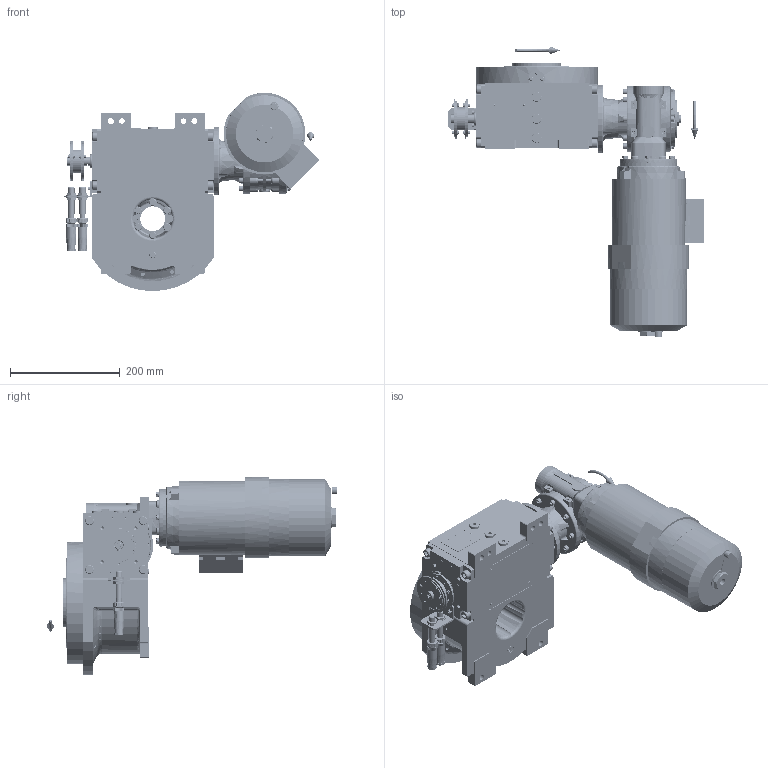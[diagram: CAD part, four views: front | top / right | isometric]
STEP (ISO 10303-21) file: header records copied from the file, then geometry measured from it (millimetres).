
FILE_DESCRIPTION (( 'STEP AP203' ), '1' );
FILE_NAME ('PC5201939.step', '2026-03-17T09:44:46', ( '' ), ( '' ), 'SwSTEP 2.0', 'SolidWorks 2020', '' );
FILE_SCHEMA (( 'CONFIG_CONTROL_DESIGN' ));
Length unit declared in the file: millimetre
Products named in the file (91): rig06_002_bl_001; 900_38_10_028; cfn2205_01_013; AS_900_38_10_028; cfn2115_01_005; BA71B14; cfn2077_01_018; rig06_004_s_001; AS_cfn2400_04_024; CFN2000_01_185.stp; AS_rig06_002_bl_001; cfn2151_01_290; cfn2000_01_103; rig06_004; cfn2155_01_056; CFN2010_02_002.stp; cfn2070_05_005; cfn2000_01_184; cfn2107_01_001; rig06_016; cfn2115_02_194; cfn2003_01_054; cfn2128_19_002; cfn2476_01_002_60x46; rig06_071_08_m_asm.stp; cfn2400_04_024; cfn2155_01_303; cfn2000_01_126; cfn2128_04_004; cfn2000_01_124; AS_900_00_00_005; CFN2104_02_017.stp; cfn2104_01_016; cfn2000_01_161; RMI50_F1_LCB_SX_71B14; AS_rig06_017; cfn2151_01_090; rig06_005_n_01; AS_rig06_071_8_m; PC5201939 ...
Assembly tree (87 placements, depth 5):
  cfn2205_01_013
  cfn2077_01_018
  cfn2151_01_290
  cfn2151_01_090
  PC5201939
    rig06_001_a
    AS_cfn2476_01_002_60x46
      cfn2476_01_002_60x46
      cfn2107_01_001
      cfn2107_01_001
    AS_rig06_071_8_m
      rig06_071_08_m_asm.stp
        RIG06_005_ASM.stp
          RIG06_021_AF0.stp
          CFN2000_01_185.stp
          CFN2000_01_185.stp
          CFN2104_02_017.stp
        CFN2010_02_002.stp
      rig06_005_n_01
      rig06_003_8
      cfn2104_01_016  x2
      cfn2000_01_124
      cfn2000_01_124  x6
      cfn2000_01_124
      cfn2000_01_124
      cfn2000_01_124
      cfn2155_01_303
    AS_rig06_017
      rig06_017
      cfn2158_01_011
      cfn2000_01_126
      cfn2000_01_126
      cfn2000_01_126
      cfn2000_01_126
      cfn2000_01_126
      cfn2000_01_126
    AS_rig06_004_s_001
      rig06_004_s_001
      cfn2070_05_005
      cfn2000_01_103
      cfn2000_01_103
      cfn2000_01_103
      cfn2000_01_103
      cfn2155_01_056
    AS_rig06_004
      rig06_004
      cfn2070_05_005
      cfn2000_01_103
      cfn2000_01_103
      cfn2000_01_103
      cfn2000_01_103
      cfn2155_01_056
    AS_rig06_002_bl_001
      rig06_002_bl_001
      cfn2115_01_005
    cfn2128_04_004
    cfn2128_04_004
    cfn2128_04_004
    cfn2128_19_002
    AS_rig06_016
Bounding box: 465.41 x 529.67 x 361.44 mm (x, y, z)
Volume: 8049879.2 mm3; surface area: 1206542.1 mm2
Topology: 75 solids, 75 shells, 6210 faces, 15898 edges, 10094 vertices
Faces by surface type: plane 2820, cylinder 2120, cone 1055, torus 189, bspline 20, sphere 6
Entity records: 177821 total; most frequent: CARTESIAN_POINT 46687, DIRECTION 25475, ORIENTED_EDGE 25388, EDGE_CURVE 12694, AXIS2_PLACEMENT_3D 9372, VERTEX_POINT 8148, LINE 6731, VECTOR 6731
